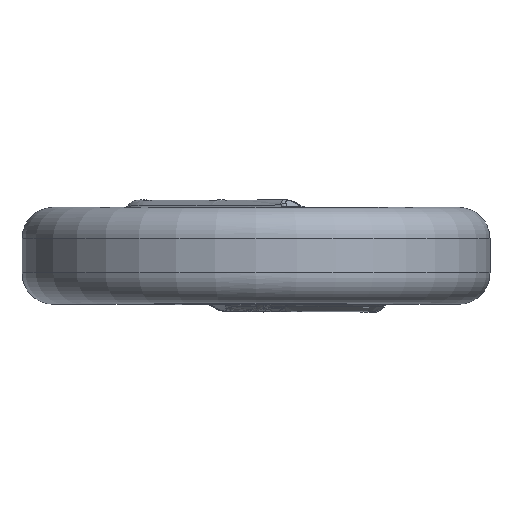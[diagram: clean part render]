
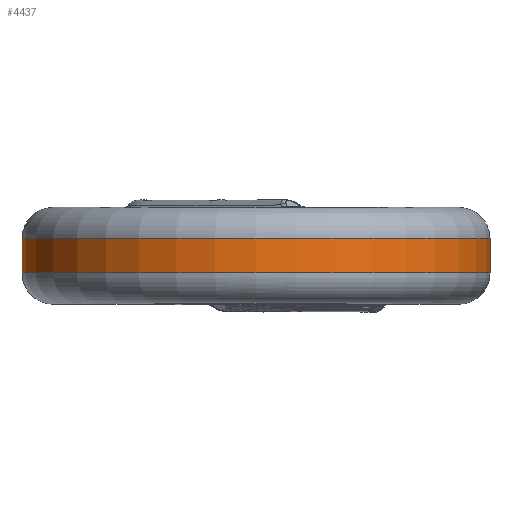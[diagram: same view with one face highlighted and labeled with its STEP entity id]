
A CAD part, top view. The second image highlights one B-rep face of the part: STEP entity #4437.
In plain terms, the highlighted cylindrical face has radius 7.5 mm (diameter 15 mm), a full revolution.
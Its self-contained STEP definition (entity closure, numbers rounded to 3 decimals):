
#35=CYLINDRICAL_SURFACE('',#4581,7.5);
#64=CIRCLE('',#4582,7.5);
#65=CIRCLE('',#4583,7.5);
#1268=ORIENTED_EDGE('',*,*,#1908,.T.);
#1269=ORIENTED_EDGE('',*,*,#1909,.T.);
#1908=EDGE_CURVE('',#2243,#2243,#64,.F.);
#1909=EDGE_CURVE('',#2244,#2244,#65,.T.);
#2243=VERTEX_POINT('',#9583);
#2244=VERTEX_POINT('',#9585);
#2707=EDGE_LOOP('',(#1268));
#2708=EDGE_LOOP('',(#1269));
#2915=FACE_BOUND('',#2707,.T.);
#2916=FACE_BOUND('',#2708,.T.);
#4437=ADVANCED_FACE('',(#2915,#2916),#35,.T.);
#4581=AXIS2_PLACEMENT_3D('',#9581,#4998,#4999);
#4582=AXIS2_PLACEMENT_3D('',#9582,#5000,#5001);
#4583=AXIS2_PLACEMENT_3D('',#9584,#5002,#5003);
#4998=DIRECTION('',(0.,1.,0.));
#4999=DIRECTION('',(0.,0.,1.));
#5000=DIRECTION('',(0.,1.,0.));
#5001=DIRECTION('',(0.,0.,1.));
#5002=DIRECTION('',(0.,1.,0.));
#5003=DIRECTION('',(0.,0.,1.));
#9581=CARTESIAN_POINT('',(0.,-1.55,0.));
#9582=CARTESIAN_POINT('',(0.,0.55,0.));
#9583=CARTESIAN_POINT('',(0.,0.55,7.5));
#9584=CARTESIAN_POINT('',(0.,-0.55,0.));
#9585=CARTESIAN_POINT('',(0.,-0.55,7.5));
